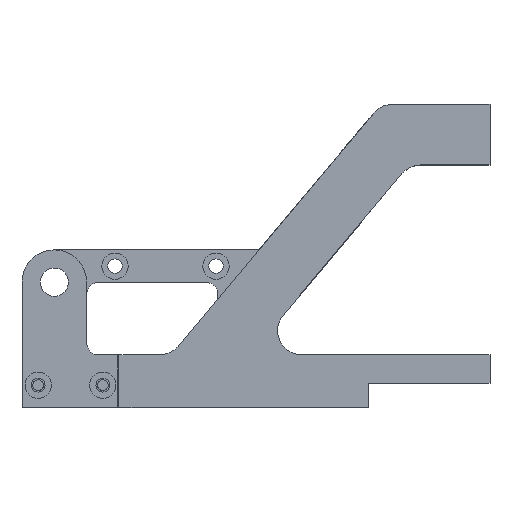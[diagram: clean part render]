
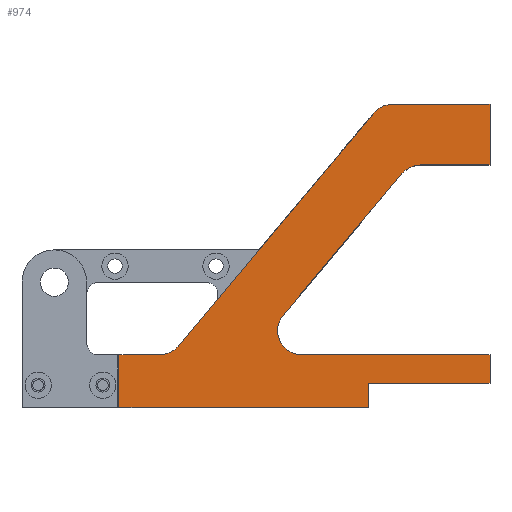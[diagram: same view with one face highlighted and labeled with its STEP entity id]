
A CAD part, top view. The second image highlights one B-rep face of the part: STEP entity #974.
In plain terms, the highlighted planar face has unit normal (0, 0, 1).
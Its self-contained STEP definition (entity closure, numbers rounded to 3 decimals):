
#1 = LINE ( 'NONE', #1872, #1892 ) ;
#10 = CIRCLE ( 'NONE', #241, 6. ) ;
#51 = CARTESIAN_POINT ( 'NONE',  ( 83.202, 57.857, 15. ) ) ;
#53 = ORIENTED_EDGE ( 'NONE', *, *, #1035, .F. ) ;
#65 = VECTOR ( 'NONE', #639, 1000. ) ;
#86 = CARTESIAN_POINT ( 'NONE',  ( 53.833, 22.857, 15. ) ) ;
#88 = CARTESIAN_POINT ( 'NONE',  ( 80.803, 69., 15. ) ) ;
#134 = DIRECTION ( 'NONE',  ( 0., 0., 1. ) ) ;
#146 = LINE ( 'NONE', #2089, #3063 ) ;
#149 = CARTESIAN_POINT ( 'NONE',  ( 76.207, 72.857, 15. ) ) ;
#151 = ORIENTED_EDGE ( 'NONE', *, *, #1830, .F. ) ;
#157 = DIRECTION ( 'NONE',  ( 1., 0., 0. ) ) ;
#211 = DIRECTION ( 'NONE',  ( 1., 0., 0. ) ) ;
#213 = EDGE_CURVE ( 'NONE', #1703, #2779, #146, .T. ) ;
#227 = EDGE_CURVE ( 'NONE', #428, #1703, #2100, .T. ) ;
#228 = CARTESIAN_POINT ( 'NONE',  ( 85., 75., 15. ) ) ;
#241 = AXIS2_PLACEMENT_3D ( 'NONE', #88, #134, #157 ) ;
#258 = CARTESIAN_POINT ( 'NONE',  ( 75., 6., 15. ) ) ;
#268 = DIRECTION ( 'NONE',  ( 0., 0., -1. ) ) ;
#274 = LINE ( 'NONE', #821, #1413 ) ;
#278 = LINE ( 'NONE', #3025, #1057 ) ;
#282 = CARTESIAN_POINT ( 'NONE',  ( 80.803, 75., 15. ) ) ;
#296 = VERTEX_POINT ( 'NONE', #1116 ) ;
#331 = VECTOR ( 'NONE', #1529, 1000. ) ;
#338 = CARTESIAN_POINT ( 'NONE',  ( 13.154, 31., 15. ) ) ;
#428 = VERTEX_POINT ( 'NONE', #51 ) ;
#447 = EDGE_CURVE ( 'NONE', #2779, #1547, #1910, .T. ) ;
#450 = LINE ( 'NONE', #3054, #2889 ) ;
#529 = DIRECTION ( 'NONE',  ( 1., 0., 0. ) ) ;
#547 = CARTESIAN_POINT ( 'NONE',  ( 13.154, 13., 15. ) ) ;
#559 = ORIENTED_EDGE ( 'NONE', *, *, #227, .T. ) ;
#586 = DIRECTION ( 'NONE',  ( 1., 0., 0. ) ) ;
#599 = CARTESIAN_POINT ( 'NONE',  ( 75., 6., 15. ) ) ;
#606 = VERTEX_POINT ( 'NONE', #1749 ) ;
#617 = LINE ( 'NONE', #896, #65 ) ;
#637 = ORIENTED_EDGE ( 'NONE', *, *, #2069, .T. ) ;
#639 = DIRECTION ( 'NONE',  ( 0.643, 0.766, 0. ) ) ;
#641 = CIRCLE ( 'NONE', #684, 6. ) ;
#644 = DIRECTION ( 'NONE',  ( 1., 0., 0. ) ) ;
#669 = VERTEX_POINT ( 'NONE', #1078 ) ;
#684 = AXIS2_PLACEMENT_3D ( 'NONE', #3015, #1858, #1565 ) ;
#687 = DIRECTION ( 'NONE',  ( 0., 0., 1. ) ) ;
#696 = PLANE ( 'NONE',  #1459 ) ;
#706 = CARTESIAN_POINT ( 'NONE',  ( 105., 75., 15. ) ) ;
#783 = ORIENTED_EDGE ( 'NONE', *, *, #1284, .T. ) ;
#821 = CARTESIAN_POINT ( 'NONE',  ( 105., 6., 15. ) ) ;
#825 = LINE ( 'NONE', #228, #2170 ) ;
#874 = LINE ( 'NONE', #3085, #2125 ) ;
#875 = CARTESIAN_POINT ( 'NONE',  ( 23.183, 13., 15. ) ) ;
#896 = CARTESIAN_POINT ( 'NONE',  ( 45.562, 13., 15. ) ) ;
#974 = ADVANCED_FACE ( 'NONE', ( #1177 ), #696, .T. ) ;
#979 = EDGE_CURVE ( 'NONE', #2739, #669, #450, .T. ) ;
#1035 = EDGE_CURVE ( 'NONE', #2562, #606, #2416, .T. ) ;
#1037 = DIRECTION ( 'NONE',  ( -1., 0., 0. ) ) ;
#1057 = VECTOR ( 'NONE', #2300, 1000. ) ;
#1063 = VECTOR ( 'NONE', #2522, 1000. ) ;
#1078 = CARTESIAN_POINT ( 'NONE',  ( 58.429, 13., 15. ) ) ;
#1116 = CARTESIAN_POINT ( 'NONE',  ( 27.78, 15.143, 15. ) ) ;
#1153 = AXIS2_PLACEMENT_3D ( 'NONE', #2494, #2299, #644 ) ;
#1177 = FACE_OUTER_BOUND ( 'NONE', #2275, .T. ) ;
#1284 = EDGE_CURVE ( 'NONE', #1794, #2739, #1687, .T. ) ;
#1287 = ORIENTED_EDGE ( 'NONE', *, *, #1467, .T. ) ;
#1316 = ORIENTED_EDGE ( 'NONE', *, *, #2879, .T. ) ;
#1390 = LINE ( 'NONE', #338, #2176 ) ;
#1408 = ORIENTED_EDGE ( 'NONE', *, *, #213, .T. ) ;
#1411 = VERTEX_POINT ( 'NONE', #875 ) ;
#1413 = VECTOR ( 'NONE', #1037, 1000. ) ;
#1419 = EDGE_CURVE ( 'NONE', #669, #2743, #641, .T. ) ;
#1456 = CARTESIAN_POINT ( 'NONE',  ( 105., 75., 15. ) ) ;
#1459 = AXIS2_PLACEMENT_3D ( 'NONE', #2593, #687, #1632 ) ;
#1467 = EDGE_CURVE ( 'NONE', #2088, #296, #278, .T. ) ;
#1474 = CIRCLE ( 'NONE', #1562, 6. ) ;
#1529 = DIRECTION ( 'NONE',  ( 0., 1., 0. ) ) ;
#1533 = EDGE_CURVE ( 'NONE', #2060, #606, #874, .T. ) ;
#1547 = VERTEX_POINT ( 'NONE', #706 ) ;
#1562 = AXIS2_PLACEMENT_3D ( 'NONE', #2713, #268, #529 ) ;
#1565 = DIRECTION ( 'NONE',  ( 1., 0., 0. ) ) ;
#1632 = DIRECTION ( 'NONE',  ( 1., 0., 0. ) ) ;
#1687 = LINE ( 'NONE', #1715, #2199 ) ;
#1703 = VERTEX_POINT ( 'NONE', #2104 ) ;
#1704 = DIRECTION ( 'NONE',  ( -1., 0., 0. ) ) ;
#1715 = CARTESIAN_POINT ( 'NONE',  ( 105., 0., 15. ) ) ;
#1749 = CARTESIAN_POINT ( 'NONE',  ( 75., 0., 15. ) ) ;
#1762 = DIRECTION ( 'NONE',  ( -1., 0., 0. ) ) ;
#1793 = ORIENTED_EDGE ( 'NONE', *, *, #1846, .T. ) ;
#1794 = VERTEX_POINT ( 'NONE', #1922 ) ;
#1819 = CARTESIAN_POINT ( 'NONE',  ( 13.154, 0., 15. ) ) ;
#1822 = ORIENTED_EDGE ( 'NONE', *, *, #1533, .T. ) ;
#1830 = EDGE_CURVE ( 'NONE', #1794, #2562, #274, .T. ) ;
#1846 = EDGE_CURVE ( 'NONE', #296, #1411, #1474, .T. ) ;
#1858 = DIRECTION ( 'NONE',  ( 0., 0., -1. ) ) ;
#1868 = VERTEX_POINT ( 'NONE', #282 ) ;
#1872 = CARTESIAN_POINT ( 'NONE',  ( 25.981, 13., 15. ) ) ;
#1892 = VECTOR ( 'NONE', #1704, 1000. ) ;
#1909 = DIRECTION ( 'NONE',  ( 0., 1., 0. ) ) ;
#1910 = LINE ( 'NONE', #1456, #331 ) ;
#1922 = CARTESIAN_POINT ( 'NONE',  ( 105., 6., 15. ) ) ;
#1937 = ORIENTED_EDGE ( 'NONE', *, *, #2583, .T. ) ;
#2060 = VERTEX_POINT ( 'NONE', #1819 ) ;
#2069 = EDGE_CURVE ( 'NONE', #2743, #428, #617, .T. ) ;
#2088 = VERTEX_POINT ( 'NONE', #149 ) ;
#2089 = CARTESIAN_POINT ( 'NONE',  ( 85., 60., 15. ) ) ;
#2100 = CIRCLE ( 'NONE', #1153, 6. ) ;
#2104 = CARTESIAN_POINT ( 'NONE',  ( 87.798, 60., 15. ) ) ;
#2125 = VECTOR ( 'NONE', #211, 1000. ) ;
#2170 = VECTOR ( 'NONE', #1762, 1000. ) ;
#2176 = VECTOR ( 'NONE', #2961, 1000. ) ;
#2199 = VECTOR ( 'NONE', #1909, 1000. ) ;
#2235 = VERTEX_POINT ( 'NONE', #547 ) ;
#2275 = EDGE_LOOP ( 'NONE', ( #1316, #2972, #1822, #53, #151, #783, #2681, #2828, #637, #559, #1408, #2465, #1937, #2786, #1287, #1793 ) ) ;
#2299 = DIRECTION ( 'NONE',  ( 0., 0., -1. ) ) ;
#2300 = DIRECTION ( 'NONE',  ( -0.643, -0.766, 0. ) ) ;
#2309 = DIRECTION ( 'NONE',  ( -1., 0., 0. ) ) ;
#2334 = EDGE_CURVE ( 'NONE', #2235, #2060, #1390, .T. ) ;
#2416 = LINE ( 'NONE', #599, #1063 ) ;
#2465 = ORIENTED_EDGE ( 'NONE', *, *, #447, .T. ) ;
#2494 = CARTESIAN_POINT ( 'NONE',  ( 87.798, 54., 15. ) ) ;
#2522 = DIRECTION ( 'NONE',  ( 0., -1., 0. ) ) ;
#2562 = VERTEX_POINT ( 'NONE', #258 ) ;
#2567 = CARTESIAN_POINT ( 'NONE',  ( 105., 60., 15. ) ) ;
#2583 = EDGE_CURVE ( 'NONE', #1547, #1868, #825, .T. ) ;
#2593 = CARTESIAN_POINT ( 'NONE',  ( -2.846, 31., 15. ) ) ;
#2598 = EDGE_CURVE ( 'NONE', #1868, #2088, #10, .T. ) ;
#2681 = ORIENTED_EDGE ( 'NONE', *, *, #979, .T. ) ;
#2713 = CARTESIAN_POINT ( 'NONE',  ( 23.183, 19., 15. ) ) ;
#2739 = VERTEX_POINT ( 'NONE', #2947 ) ;
#2743 = VERTEX_POINT ( 'NONE', #86 ) ;
#2779 = VERTEX_POINT ( 'NONE', #2567 ) ;
#2786 = ORIENTED_EDGE ( 'NONE', *, *, #2598, .T. ) ;
#2828 = ORIENTED_EDGE ( 'NONE', *, *, #1419, .T. ) ;
#2879 = EDGE_CURVE ( 'NONE', #1411, #2235, #1, .T. ) ;
#2889 = VECTOR ( 'NONE', #2309, 1000. ) ;
#2947 = CARTESIAN_POINT ( 'NONE',  ( 105., 13., 15. ) ) ;
#2961 = DIRECTION ( 'NONE',  ( 0., -1., 0. ) ) ;
#2972 = ORIENTED_EDGE ( 'NONE', *, *, #2334, .T. ) ;
#3015 = CARTESIAN_POINT ( 'NONE',  ( 58.429, 19., 15. ) ) ;
#3025 = CARTESIAN_POINT ( 'NONE',  ( 25.981, 13., 15. ) ) ;
#3054 = CARTESIAN_POINT ( 'NONE',  ( 105., 13., 15. ) ) ;
#3063 = VECTOR ( 'NONE', #586, 1000. ) ;
#3085 = CARTESIAN_POINT ( 'NONE',  ( -10.846, 0., 15. ) ) ;
